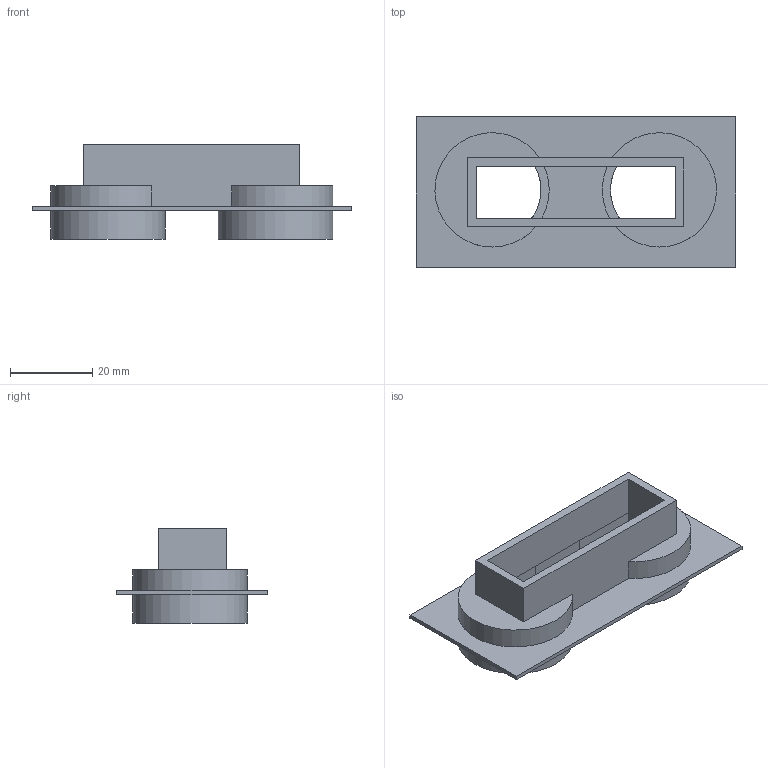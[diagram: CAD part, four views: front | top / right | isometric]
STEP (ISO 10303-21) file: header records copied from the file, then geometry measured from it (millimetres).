
FILE_DESCRIPTION(('FreeCAD Model'),'2;1');
FILE_NAME('PMS7003_adaptor.step','2019-11-02T09:57:51',('Author'),(''), 'Open CASCADE STEP processor 7.3','FreeCAD','Unknown');
FILE_SCHEMA(('AUTOMOTIVE_DESIGN { 1 0 10303 214 1 1 1 1 }'));
Length unit declared in the file: millimetre
Products named in the file (1): Body
Bounding box: 77.64 x 36.55 x 23 mm (x, y, z)
Volume: 11049.1 mm3; surface area: 11650.8 mm2
Topology: 1 solids, 1 shells, 41 faces, 98 edges, 61 vertices
Faces by surface type: plane 32, cylinder 9
Full cylindrical faces by diameter (mm): 23.8 x4, 27.8 x2
Entity records: 2507 total; most frequent: CARTESIAN_POINT 463, DIRECTION 390, LINE 247, VECTOR 247, ORIENTED_EDGE 196, PCURVE 196, DEFINITIONAL_REPRESENTATION 196, EDGE_CURVE 98
